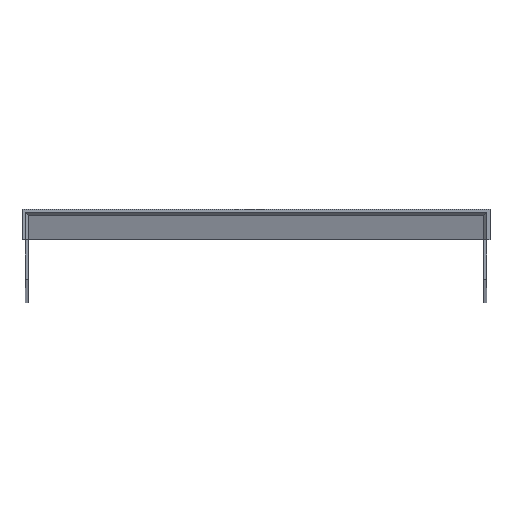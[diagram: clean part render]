
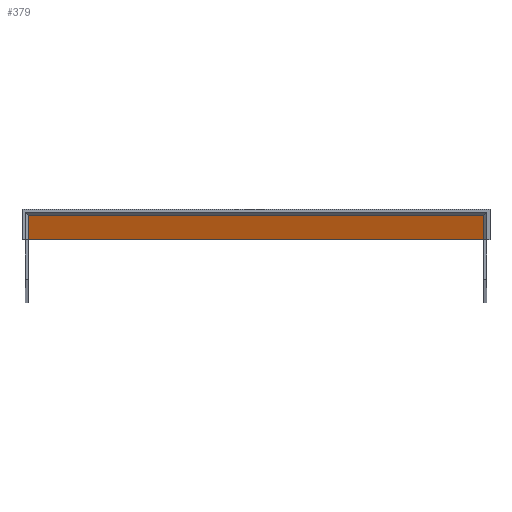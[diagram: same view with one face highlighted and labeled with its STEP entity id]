
A CAD part, top view. The second image highlights one B-rep face of the part: STEP entity #379.
In plain terms, the highlighted planar face has unit normal (0, -1, 0).
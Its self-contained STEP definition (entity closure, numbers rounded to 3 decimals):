
#7 = PLANE ( 'NONE',  #191 ) ;
#15 = CARTESIAN_POINT ( 'NONE',  ( -50., 0., 2969. ) ) ;
#53 = DIRECTION ( 'NONE',  ( 1., 0., 0. ) ) ;
#60 = DIRECTION ( 'NONE',  ( 1., 0., 0. ) ) ;
#61 = DIRECTION ( 'NONE',  ( 0., 0., 1. ) ) ;
#62 = DIRECTION ( 'NONE',  ( 0., -1., 0. ) ) ;
#64 = CARTESIAN_POINT ( 'NONE',  ( 0., 0., 15. ) ) ;
#72 = DIRECTION ( 'NONE',  ( 0., 0., -1. ) ) ;
#73 = CARTESIAN_POINT ( 'NONE',  ( -50., 0., 2969. ) ) ;
#74 = CARTESIAN_POINT ( 'NONE',  ( -50., 0., 2969. ) ) ;
#80 = CARTESIAN_POINT ( 'NONE',  ( -50., 0., 0. ) ) ;
#134 = DIRECTION ( 'NONE',  ( 0., 0., -1. ) ) ;
#152 = CARTESIAN_POINT ( 'NONE',  ( 50., 0., 2969. ) ) ;
#163 = DIRECTION ( 'NONE',  ( 0., 0., 1. ) ) ;
#164 = DIRECTION ( 'NONE',  ( 0., 1., 0. ) ) ;
#191 = AXIS2_PLACEMENT_3D ( 'NONE', #15, #164, #163 ) ;
#198 = AXIS2_PLACEMENT_3D ( 'NONE', #64, #62, #61 ) ;
#257 = EDGE_CURVE ( 'NONE', #585, #566, #426, .T. ) ;
#267 = EDGE_CURVE ( 'NONE', #564, #548, #781, .T. ) ;
#271 = EDGE_CURVE ( 'NONE', #795, #795, #776, .T. ) ;
#272 = EDGE_CURVE ( 'NONE', #548, #566, #773, .T. ) ;
#273 = EDGE_CURVE ( 'NONE', #564, #585, #774, .T. ) ;
#321 = CARTESIAN_POINT ( 'NONE',  ( 50., 0., 0. ) ) ;
#323 = CARTESIAN_POINT ( 'NONE',  ( -50., 0., 2969. ) ) ;
#363 = CARTESIAN_POINT ( 'NONE',  ( 0., 0., 17.5 ) ) ;
#366 = CARTESIAN_POINT ( 'NONE',  ( 50., 0., 2969. ) ) ;
#368 = CARTESIAN_POINT ( 'NONE',  ( -50., 0., 0. ) ) ;
#379 = ADVANCED_FACE ( 'NONE', ( #750, #753 ), #7, .F. ) ;
#426 = LINE ( 'NONE', #152, #785 ) ;
#534 = EDGE_LOOP ( 'NONE', ( #714 ) ) ;
#541 = EDGE_LOOP ( 'NONE', ( #646, #654, #660, #611 ) ) ;
#548 = VERTEX_POINT ( 'NONE', #368 ) ;
#564 = VERTEX_POINT ( 'NONE', #323 ) ;
#566 = VERTEX_POINT ( 'NONE', #321 ) ;
#585 = VERTEX_POINT ( 'NONE', #366 ) ;
#611 = ORIENTED_EDGE ( 'NONE', *, *, #267, .T. ) ;
#646 = ORIENTED_EDGE ( 'NONE', *, *, #272, .T. ) ;
#654 = ORIENTED_EDGE ( 'NONE', *, *, #257, .F. ) ;
#660 = ORIENTED_EDGE ( 'NONE', *, *, #273, .F. ) ;
#714 = ORIENTED_EDGE ( 'NONE', *, *, #271, .F. ) ;
#750 = FACE_BOUND ( 'NONE', #534, .T. ) ;
#753 = FACE_OUTER_BOUND ( 'NONE', #541, .T. ) ;
#771 = VECTOR ( 'NONE', #60, 1000. ) ;
#772 = VECTOR ( 'NONE', #53, 1000. ) ;
#773 = LINE ( 'NONE', #80, #771 ) ;
#774 = LINE ( 'NONE', #73, #772 ) ;
#776 = CIRCLE ( 'NONE', #198, 2.5 ) ;
#778 = VECTOR ( 'NONE', #72, 1000. ) ;
#781 = LINE ( 'NONE', #74, #778 ) ;
#785 = VECTOR ( 'NONE', #134, 1000. ) ;
#795 = VERTEX_POINT ( 'NONE', #363 ) ;
